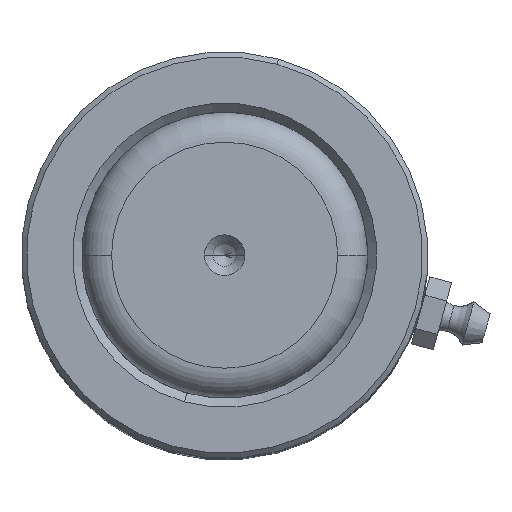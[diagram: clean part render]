
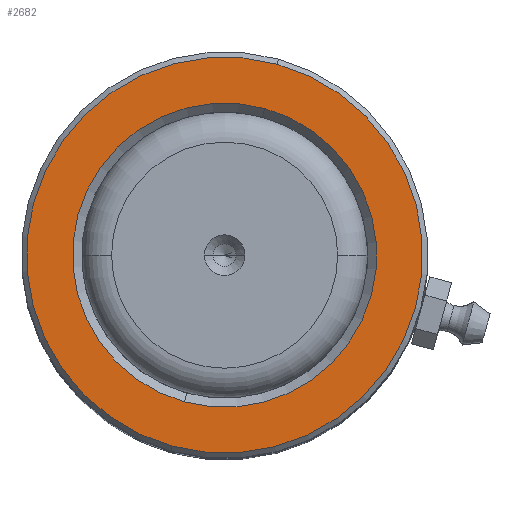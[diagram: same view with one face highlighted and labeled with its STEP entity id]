
A CAD part, top view. The second image highlights one B-rep face of the part: STEP entity #2682.
In plain terms, the highlighted planar face has unit normal (0, 0, 1).
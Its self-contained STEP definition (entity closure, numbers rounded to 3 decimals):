
#230 = CARTESIAN_POINT ( 'NONE',  ( 0., 0., 120. ) ) ;
#291 = FACE_OUTER_BOUND ( 'NONE', #4332, .T. ) ;
#548 = CIRCLE ( 'NONE', #9082, 20.2 ) ;
#661 = CARTESIAN_POINT ( 'NONE',  ( 26.3, 0., 120. ) ) ;
#679 = AXIS2_PLACEMENT_3D ( 'NONE', #7406, #1072, #3851 ) ;
#1061 = VERTEX_POINT ( 'NONE', #1997 ) ;
#1072 = DIRECTION ( 'NONE',  ( 0., 0., -1. ) ) ;
#1240 = EDGE_CURVE ( 'NONE', #5990, #1275, #548, .T. ) ;
#1275 = VERTEX_POINT ( 'NONE', #6386 ) ;
#1377 = EDGE_CURVE ( 'NONE', #1061, #2004, #6106, .T. ) ;
#1489 = ORIENTED_EDGE ( 'NONE', *, *, #3145, .T. ) ;
#1501 = EDGE_CURVE ( 'NONE', #2004, #1061, #4661, .T. ) ;
#1611 = PLANE ( 'NONE',  #7092 ) ;
#1750 = FACE_BOUND ( 'NONE', #2756, .T. ) ;
#1994 = CARTESIAN_POINT ( 'NONE',  ( 0., 0., 120. ) ) ;
#1997 = CARTESIAN_POINT ( 'NONE',  ( -26.3, 0., 120. ) ) ;
#2004 = VERTEX_POINT ( 'NONE', #661 ) ;
#2682 = ADVANCED_FACE ( 'NONE', ( #291, #1750 ), #1611, .T. ) ;
#2756 = EDGE_LOOP ( 'NONE', ( #1489, #3158 ) ) ;
#2766 = DIRECTION ( 'NONE',  ( 1., 0., 0. ) ) ;
#3072 = CARTESIAN_POINT ( 'NONE',  ( 0., 0., 120. ) ) ;
#3145 = EDGE_CURVE ( 'NONE', #1275, #5990, #7917, .T. ) ;
#3158 = ORIENTED_EDGE ( 'NONE', *, *, #1240, .T. ) ;
#3472 = ORIENTED_EDGE ( 'NONE', *, *, #1377, .T. ) ;
#3851 = DIRECTION ( 'NONE',  ( 1., 0., 0. ) ) ;
#4332 = EDGE_LOOP ( 'NONE', ( #3472, #6573 ) ) ;
#4661 = CIRCLE ( 'NONE', #5045, 26.3 ) ;
#4741 = AXIS2_PLACEMENT_3D ( 'NONE', #230, #6689, #2766 ) ;
#5045 = AXIS2_PLACEMENT_3D ( 'NONE', #1994, #8425, #8490 ) ;
#5671 = DIRECTION ( 'NONE',  ( 1., 0., 0. ) ) ;
#5990 = VERTEX_POINT ( 'NONE', #6860 ) ;
#6106 = CIRCLE ( 'NONE', #4741, 26.3 ) ;
#6386 = CARTESIAN_POINT ( 'NONE',  ( 20.2, 0., 120. ) ) ;
#6484 = CARTESIAN_POINT ( 'NONE',  ( 0., 0., 120. ) ) ;
#6573 = ORIENTED_EDGE ( 'NONE', *, *, #1501, .T. ) ;
#6689 = DIRECTION ( 'NONE',  ( 0., 0., 1. ) ) ;
#6860 = CARTESIAN_POINT ( 'NONE',  ( -20.2, 0., 120. ) ) ;
#7092 = AXIS2_PLACEMENT_3D ( 'NONE', #3072, #7716, #8650 ) ;
#7211 = DIRECTION ( 'NONE',  ( 0., 0., -1. ) ) ;
#7406 = CARTESIAN_POINT ( 'NONE',  ( 0., 0., 120. ) ) ;
#7716 = DIRECTION ( 'NONE',  ( 0., 0., 1. ) ) ;
#7917 = CIRCLE ( 'NONE', #679, 20.2 ) ;
#8425 = DIRECTION ( 'NONE',  ( 0., 0., 1. ) ) ;
#8490 = DIRECTION ( 'NONE',  ( 1., 0., 0. ) ) ;
#8650 = DIRECTION ( 'NONE',  ( 1., 0., 0. ) ) ;
#9082 = AXIS2_PLACEMENT_3D ( 'NONE', #6484, #7211, #5671 ) ;
